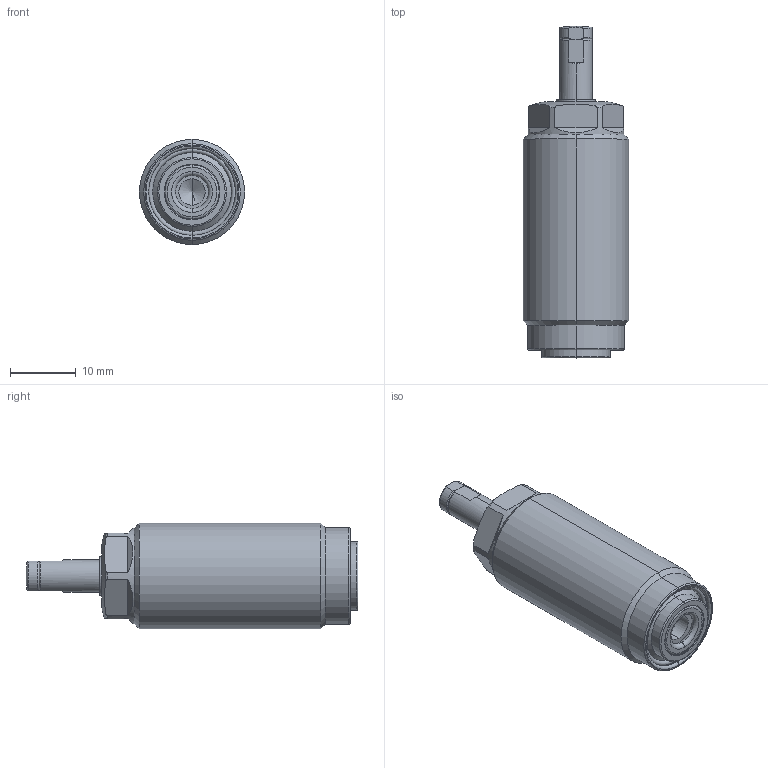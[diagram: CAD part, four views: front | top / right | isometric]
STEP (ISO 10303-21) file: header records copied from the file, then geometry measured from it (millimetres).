
FILE_DESCRIPTION(/* description */ (''),/* implementation_level */ '2;1');
FILE_NAME(/* name */ 'TSS16.stp',/* time_stamp */ '2025-01-10T12:56:15+08:00',/* author */ (''),/* organization */ (''),/* preprocessor_version */ 'ST-DEVELOPER v16.7',/* originating_system */ 'SIEMENS PLM Software NX 12.0',/* authorisation */ '');
FILE_SCHEMA (('AUTOMOTIVE_DESIGN { 1 0 10303 214 3 1 1 1 }'));
Length unit declared in the file: millimetre
Products named in the file (6): XLD-M3_contactbolt5128; XLD-M3_Oring1854; TSC16-020; TSC16-010; XLDM31810; LD0163-x-E_step
Assembly tree (5 placements, depth 3):
  LD0163-x-E_step
    XLDM31810
      XLD-M3_Oring1854
      XLD-M3_contactbolt5128
    TSC16-010
    TSC16-020
Bounding box: 16 x 50.5 x 16 mm (x, y, z)
Volume: 7137.2 mm3; surface area: 3123.6 mm2
Topology: 4 solids, 4 shells, 160 faces, 352 edges, 208 vertices
Faces by surface type: torus 50, cylinder 40, plane 34, cone 34, sphere 2
Entity records: 4902 total; most frequent: CARTESIAN_POINT 1192, DIRECTION 840, ORIENTED_EDGE 700, AXIS2_PLACEMENT_3D 368, EDGE_CURVE 350, VERTEX_POINT 208, CIRCLE 202, EDGE_LOOP 174
